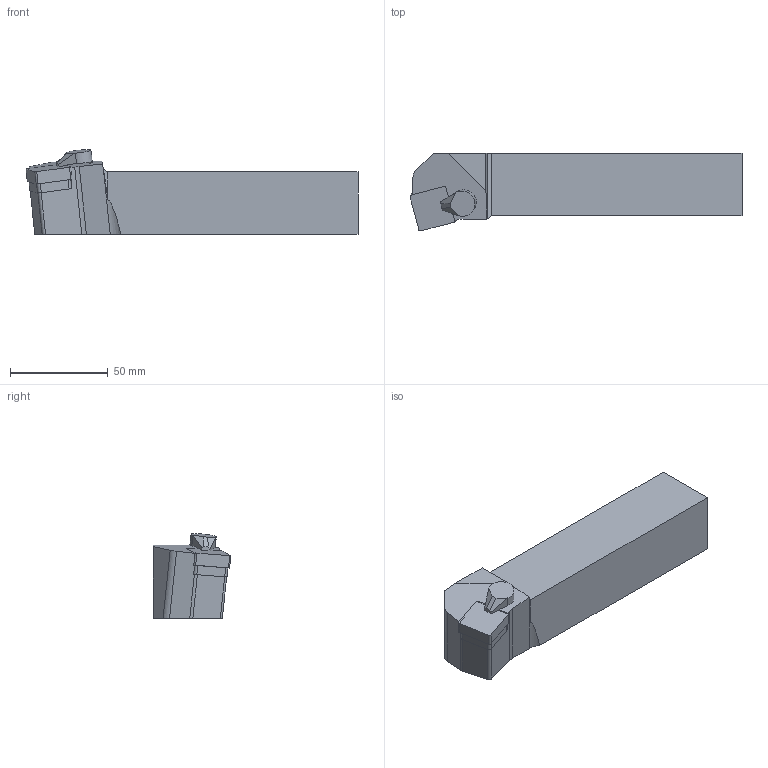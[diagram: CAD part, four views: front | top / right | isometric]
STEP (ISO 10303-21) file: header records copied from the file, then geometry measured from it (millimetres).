
FILE_DESCRIPTION(/* description */ (''),/* implementation_level */ '2;1');
FILE_NAME(/* name */ 'PSKNR-3232-P19C.stp',/* time_stamp */ '2023-09-28T17:49:37+03:00',/* author */ (''),/* organization */ (''),/* preprocessor_version */ 'ST-DEVELOPER v19.4',/* originating_system */ 'SIEMENS PLM Software NX2306.3001',/* authorisation */ '');
FILE_SCHEMA (('AUTOMOTIVE_DESIGN { 1 0 10303 214 3 1 1 1 }'));
Length unit declared in the file: millimetre
Products named in the file (1): PSKNR-3232-P19C
Bounding box: 169.82 x 39.82 x 43.34 mm (x, y, z)
Volume: 176712.9 mm3; surface area: 25589.2 mm2
Topology: 2 solids, 2 shells, 57 faces, 153 edges, 101 vertices
Faces by surface type: plane 40, cylinder 15, cone 1, torus 1
Entity records: 1832 total; most frequent: CARTESIAN_POINT 339, ORIENTED_EDGE 306, DIRECTION 306, EDGE_CURVE 153, LINE 108, VECTOR 108, VERTEX_POINT 101, AXIS2_PLACEMENT_3D 99
